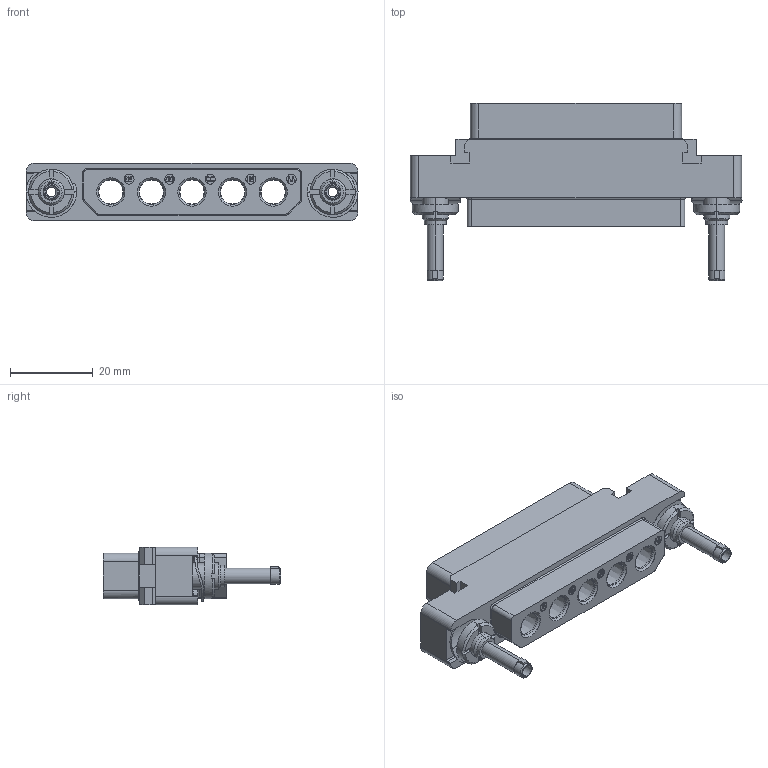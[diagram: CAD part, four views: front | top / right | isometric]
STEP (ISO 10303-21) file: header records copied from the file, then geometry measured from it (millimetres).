
FILE_DESCRIPTION((''),'2;1');
FILE_NAME('00197771300','2020-09-23T',('presta_be4'),(''),'CREO PARAMETRIC BY PTC INC, 2018360','CREO PARAMETRIC BY PTC INC, 2018360','');
FILE_SCHEMA(('CONFIG_CONTROL_DESIGN'));
Products named in the file (1): 00197771300
Bounding box: 80.2 x 42.88 x 14 mm (x, y, z)
Volume: 16174.5 mm3; surface area: 13880.6 mm2
Topology: 1 solids, 1 shells, 1880 faces, 5106 edges, 3323 vertices
Faces by surface type: plane 1286, cylinder 291, cone 201, torus 98, bspline 4
Entity records: 60604 total; most frequent: CARTESIAN_POINT 12979, ORIENTED_EDGE 10212, DIRECTION 9503, EDGE_CURVE 5106, VECTOR 3663, LINE 3663, VERTEX_POINT 3323, AXIS2_PLACEMENT_3D 2920
